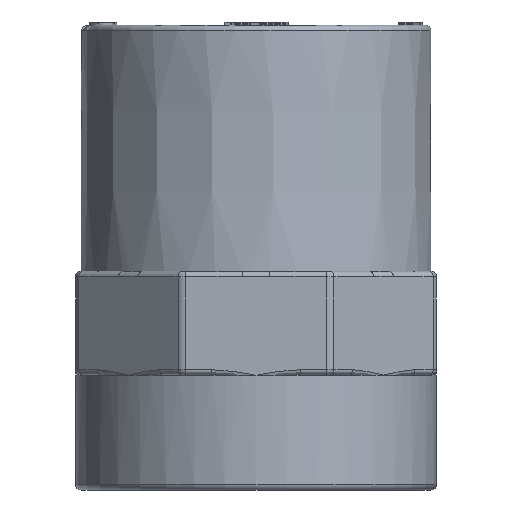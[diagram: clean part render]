
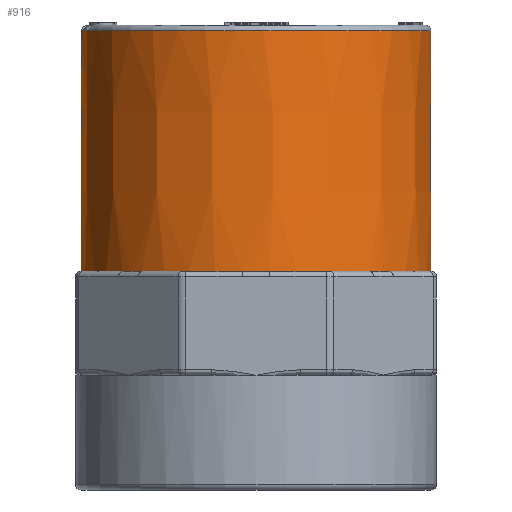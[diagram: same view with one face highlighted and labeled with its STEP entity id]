
A CAD part, front view. The second image highlights one B-rep face of the part: STEP entity #916.
In plain terms, the highlighted conical face has half-angle 0.127 degrees and reference radius 16.05 mm.
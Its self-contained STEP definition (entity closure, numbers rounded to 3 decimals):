
#92=CONICAL_SURFACE('',#13749,16.05,0.127);
#916=ADVANCED_FACE('',(#3906,#3907),#92,.T.);
#3710=CIRCLE('',#13657,16.05);
#3712=CIRCLE('',#13660,16.05);
#3714=CIRCLE('',#13663,16.05);
#3716=CIRCLE('',#13666,16.05);
#3718=CIRCLE('',#13669,16.05);
#3720=CIRCLE('',#13672,16.05);
#3721=CIRCLE('',#13674,16.05);
#3767=CIRCLE('',#13739,16.001);
#3768=CIRCLE('',#13740,16.05);
#3769=CIRCLE('',#13741,16.05);
#3770=CIRCLE('',#13742,16.05);
#3771=CIRCLE('',#13743,16.05);
#3772=CIRCLE('',#13744,16.05);
#3773=CIRCLE('',#13745,16.05);
#3774=CIRCLE('',#13746,16.05);
#3775=CIRCLE('',#13747,16.05);
#3776=CIRCLE('',#13748,16.05);
#3906=FACE_BOUND('',#3985,.T.);
#3907=FACE_BOUND('',#3986,.T.);
#3985=EDGE_LOOP('',(#5350));
#3986=EDGE_LOOP('',(#5351,#5352,#5353,#5354,#5355,#5356,#5357,#5358,#5359,
#5360,#5361,#5362,#5363,#5364,#5365,#5366));
#5350=ORIENTED_EDGE('',*,*,#10903,.T.);
#5351=ORIENTED_EDGE('',*,*,#10830,.F.);
#5352=ORIENTED_EDGE('',*,*,#10904,.F.);
#5353=ORIENTED_EDGE('',*,*,#10905,.F.);
#5354=ORIENTED_EDGE('',*,*,#10906,.F.);
#5355=ORIENTED_EDGE('',*,*,#10828,.F.);
#5356=ORIENTED_EDGE('',*,*,#10907,.F.);
#5357=ORIENTED_EDGE('',*,*,#10824,.F.);
#5358=ORIENTED_EDGE('',*,*,#10908,.F.);
#5359=ORIENTED_EDGE('',*,*,#10820,.F.);
#5360=ORIENTED_EDGE('',*,*,#10909,.F.);
#5361=ORIENTED_EDGE('',*,*,#10816,.F.);
#5362=ORIENTED_EDGE('',*,*,#10910,.F.);
#5363=ORIENTED_EDGE('',*,*,#10812,.F.);
#5364=ORIENTED_EDGE('',*,*,#10911,.F.);
#5365=ORIENTED_EDGE('',*,*,#10808,.F.);
#5366=ORIENTED_EDGE('',*,*,#10912,.F.);
#9429=VERTEX_POINT('',#20183);
#9430=VERTEX_POINT('',#20185);
#9433=VERTEX_POINT('',#20192);
#9434=VERTEX_POINT('',#20194);
#9437=VERTEX_POINT('',#20201);
#9438=VERTEX_POINT('',#20203);
#9441=VERTEX_POINT('',#20210);
#9442=VERTEX_POINT('',#20212);
#9445=VERTEX_POINT('',#20219);
#9446=VERTEX_POINT('',#20221);
#9449=VERTEX_POINT('',#20228);
#9450=VERTEX_POINT('',#20230);
#9451=VERTEX_POINT('',#20234);
#9452=VERTEX_POINT('',#20235);
#9511=VERTEX_POINT('',#22267);
#9512=VERTEX_POINT('',#22269);
#9513=VERTEX_POINT('',#22271);
#10808=EDGE_CURVE('',#9429,#9430,#3710,.T.);
#10812=EDGE_CURVE('',#9433,#9434,#3712,.T.);
#10816=EDGE_CURVE('',#9437,#9438,#3714,.T.);
#10820=EDGE_CURVE('',#9441,#9442,#3716,.T.);
#10824=EDGE_CURVE('',#9445,#9446,#3718,.T.);
#10828=EDGE_CURVE('',#9449,#9450,#3720,.T.);
#10830=EDGE_CURVE('',#9451,#9452,#3721,.T.);
#10903=EDGE_CURVE('',#9511,#9511,#3767,.T.);
#10904=EDGE_CURVE('',#9512,#9451,#3768,.T.);
#10905=EDGE_CURVE('',#9513,#9512,#3769,.T.);
#10906=EDGE_CURVE('',#9450,#9513,#3770,.T.);
#10907=EDGE_CURVE('',#9446,#9449,#3771,.T.);
#10908=EDGE_CURVE('',#9442,#9445,#3772,.T.);
#10909=EDGE_CURVE('',#9438,#9441,#3773,.T.);
#10910=EDGE_CURVE('',#9434,#9437,#3774,.T.);
#10911=EDGE_CURVE('',#9430,#9433,#3775,.T.);
#10912=EDGE_CURVE('',#9452,#9429,#3776,.T.);
#13657=AXIS2_PLACEMENT_3D('',#20184,#14551,#14552);
#13660=AXIS2_PLACEMENT_3D('',#20193,#14559,#14560);
#13663=AXIS2_PLACEMENT_3D('',#20202,#14567,#14568);
#13666=AXIS2_PLACEMENT_3D('',#20211,#14575,#14576);
#13669=AXIS2_PLACEMENT_3D('',#20220,#14583,#14584);
#13672=AXIS2_PLACEMENT_3D('',#20229,#14591,#14592);
#13674=AXIS2_PLACEMENT_3D('',#20233,#14596,#14597);
#13739=AXIS2_PLACEMENT_3D('',#22266,#14744,#14745);
#13740=AXIS2_PLACEMENT_3D('',#22268,#14746,#14747);
#13741=AXIS2_PLACEMENT_3D('',#22270,#14748,#14749);
#13742=AXIS2_PLACEMENT_3D('',#22272,#14750,#14751);
#13743=AXIS2_PLACEMENT_3D('',#22273,#14752,#14753);
#13744=AXIS2_PLACEMENT_3D('',#22274,#14754,#14755);
#13745=AXIS2_PLACEMENT_3D('',#22275,#14756,#14757);
#13746=AXIS2_PLACEMENT_3D('',#22276,#14758,#14759);
#13747=AXIS2_PLACEMENT_3D('',#22277,#14760,#14761);
#13748=AXIS2_PLACEMENT_3D('',#22278,#14762,#14763);
#13749=AXIS2_PLACEMENT_3D('',#22279,#14764,#14765);
#14551=DIRECTION('',(0.,0.,-1.));
#14552=DIRECTION('',(-1.,0.,0.));
#14559=DIRECTION('',(0.,0.,-1.));
#14560=DIRECTION('',(-1.,0.,0.));
#14567=DIRECTION('',(0.,0.,-1.));
#14568=DIRECTION('',(-1.,0.,0.));
#14575=DIRECTION('',(0.,0.,-1.));
#14576=DIRECTION('',(-1.,0.,0.));
#14583=DIRECTION('',(0.,0.,-1.));
#14584=DIRECTION('',(-1.,0.,0.));
#14591=DIRECTION('',(0.,0.,-1.));
#14592=DIRECTION('',(-1.,0.,0.));
#14596=DIRECTION('',(0.,0.,-1.));
#14597=DIRECTION('',(-1.,0.,0.));
#14744=DIRECTION('',(0.,0.,-1.));
#14745=DIRECTION('',(1.,0.,0.));
#14746=DIRECTION('',(0.,0.,-1.));
#14747=DIRECTION('',(-1.,0.,0.));
#14748=DIRECTION('',(0.,0.,-1.));
#14749=DIRECTION('',(-1.,0.,0.));
#14750=DIRECTION('',(0.,0.,-1.));
#14751=DIRECTION('',(-1.,0.,0.));
#14752=DIRECTION('',(0.,0.,-1.));
#14753=DIRECTION('',(-1.,0.,0.));
#14754=DIRECTION('',(0.,0.,-1.));
#14755=DIRECTION('',(-1.,0.,0.));
#14756=DIRECTION('',(0.,0.,-1.));
#14757=DIRECTION('',(-1.,0.,0.));
#14758=DIRECTION('',(0.,0.,-1.));
#14759=DIRECTION('',(-1.,0.,0.));
#14760=DIRECTION('',(0.,0.,-1.));
#14761=DIRECTION('',(-1.,0.,0.));
#14762=DIRECTION('',(0.,0.,-1.));
#14763=DIRECTION('',(-1.,0.,0.));
#14764=DIRECTION('',(0.,0.,-1.));
#14765=DIRECTION('',(-1.,0.,0.));
#20183=CARTESIAN_POINT('',(42.581,161.709,23.004));
#20184=CARTESIAN_POINT('',(53.,149.5,23.004));
#20185=CARTESIAN_POINT('',(51.734,165.5,23.004));
#20192=CARTESIAN_POINT('',(54.266,165.5,23.004));
#20193=CARTESIAN_POINT('',(53.,149.5,23.004));
#20194=CARTESIAN_POINT('',(63.419,161.709,23.004));
#20201=CARTESIAN_POINT('',(65.209,159.919,23.004));
#20202=CARTESIAN_POINT('',(53.,149.5,23.004));
#20203=CARTESIAN_POINT('',(69.,150.766,23.004));
#20210=CARTESIAN_POINT('',(69.,148.234,23.004));
#20211=CARTESIAN_POINT('',(53.,149.5,23.004));
#20212=CARTESIAN_POINT('',(65.209,139.081,23.004));
#20219=CARTESIAN_POINT('',(63.419,137.291,23.004));
#20220=CARTESIAN_POINT('',(53.,149.5,23.004));
#20221=CARTESIAN_POINT('',(54.266,133.5,23.004));
#20228=CARTESIAN_POINT('',(51.734,133.5,23.004));
#20229=CARTESIAN_POINT('',(53.,149.5,23.004));
#20230=CARTESIAN_POINT('',(42.581,137.291,23.004));
#20233=CARTESIAN_POINT('',(53.,149.5,23.004));
#20234=CARTESIAN_POINT('',(37.,150.766,23.004));
#20235=CARTESIAN_POINT('',(40.791,159.919,23.004));
#22266=CARTESIAN_POINT('',(53.,149.5,45.005));
#22267=CARTESIAN_POINT('',(69.001,149.5,45.005));
#22268=CARTESIAN_POINT('',(53.,149.5,23.004));
#22269=CARTESIAN_POINT('',(37.,148.234,23.004));
#22270=CARTESIAN_POINT('',(53.,149.5,23.004));
#22271=CARTESIAN_POINT('',(40.791,139.081,23.004));
#22272=CARTESIAN_POINT('',(53.,149.5,23.004));
#22273=CARTESIAN_POINT('',(53.,149.5,23.004));
#22274=CARTESIAN_POINT('',(53.,149.5,23.004));
#22275=CARTESIAN_POINT('',(53.,149.5,23.004));
#22276=CARTESIAN_POINT('',(53.,149.5,23.004));
#22277=CARTESIAN_POINT('',(53.,149.5,23.004));
#22278=CARTESIAN_POINT('',(53.,149.5,23.004));
#22279=CARTESIAN_POINT('',(53.,149.5,23.004));
